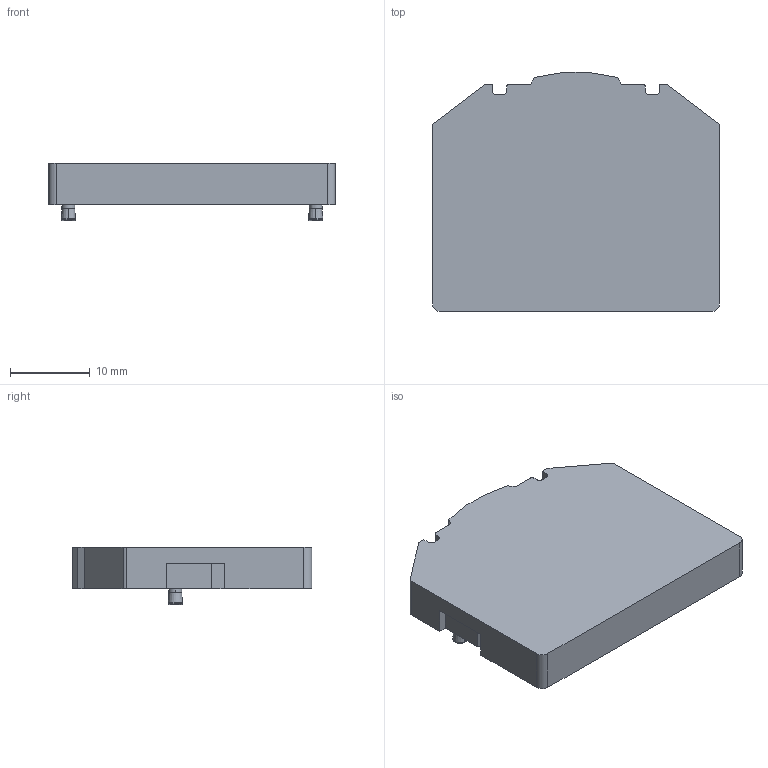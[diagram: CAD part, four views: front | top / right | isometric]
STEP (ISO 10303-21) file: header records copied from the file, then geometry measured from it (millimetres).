
FILE_DESCRIPTION(('CoCreate Modeling STEP Export'),'2;1');
FILE_NAME('HP-PT.stp','2010-05-06T11:08:33',(''),(''),'CoCreate Modeling STEP processor for AP214 (Solid Model)','CoCreate Modeling 16.00A 16-Aug-2008 (C) Parametric Technology GmbH','');
FILE_SCHEMA(('AUTOMOTIVE_DESIGN { 1 0 10303 214 1 1 1 1 }'));
Length unit declared in the file: millimetre
Products named in the file (2): HP_PT
Assembly tree (1 placements, depth 2):
  HP_PT
    HP_PT
Bounding box: 36 x 30 x 7.2 mm (x, y, z)
Volume: 4939.1 mm3; surface area: 3054.7 mm2
Topology: 1 solids, 1 shells, 131 faces, 350 edges, 228 vertices
Faces by surface type: plane 57, cylinder 42, cone 20, torus 12
Entity records: 3695 total; most frequent: ORIENTED_EDGE 700, CARTESIAN_POINT 617, DIRECTION 572, EDGE_CURVE 350, VERTEX_POINT 228, VECTOR 206, LINE 206, AXIS2_PLACEMENT_3D 183
